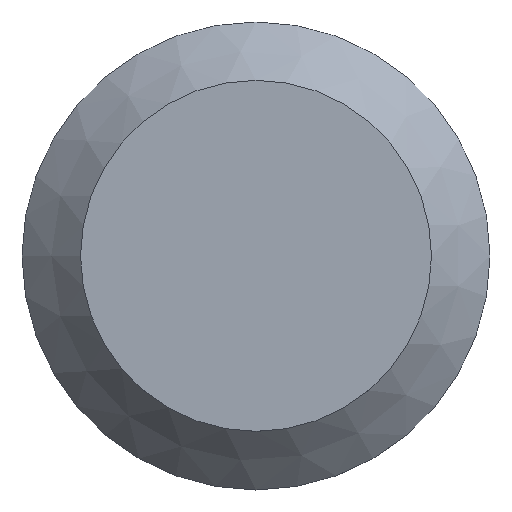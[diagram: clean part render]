
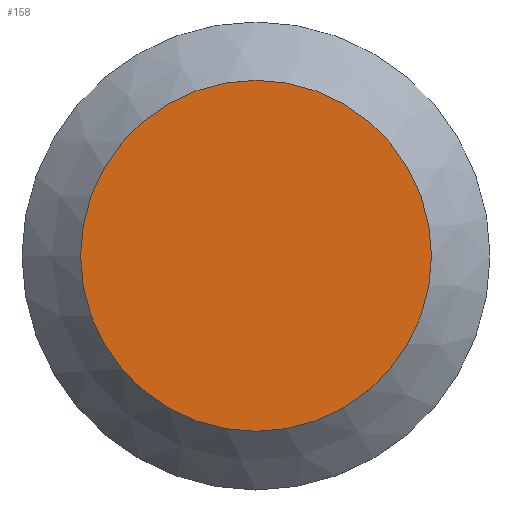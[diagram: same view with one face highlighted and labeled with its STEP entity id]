
A CAD part, top view. The second image highlights one B-rep face of the part: STEP entity #158.
In plain terms, the highlighted planar face has unit normal (0, 0, 1).
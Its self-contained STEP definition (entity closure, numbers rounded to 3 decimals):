
#129=CARTESIAN_POINT('',(7.5,-0.,4.));
#130=VERTEX_POINT('',#129);
#140=CARTESIAN_POINT('',(0.,0.,4.));
#141=DIRECTION('',(0.,0.,1.));
#142=DIRECTION('',(1.,0.,-0.));
#143=AXIS2_PLACEMENT_3D('',#140,#141,#142);
#144=CIRCLE('',#143,7.5);
#145=EDGE_CURVE('',#130,#130,#144,.T.);
#150=CARTESIAN_POINT('',(3.75,0.,4.));
#151=DIRECTION('',(0.,0.,-1.));
#152=DIRECTION('',(-1.,0.,0.));
#153=AXIS2_PLACEMENT_3D('',#150,#151,#152);
#154=PLANE('',#153);
#155=ORIENTED_EDGE('',*,*,#145,.T.);
#156=EDGE_LOOP('',(#155));
#157=FACE_BOUND('',#156,.T.);
#158=ADVANCED_FACE('',(#157),#154,.F.);
